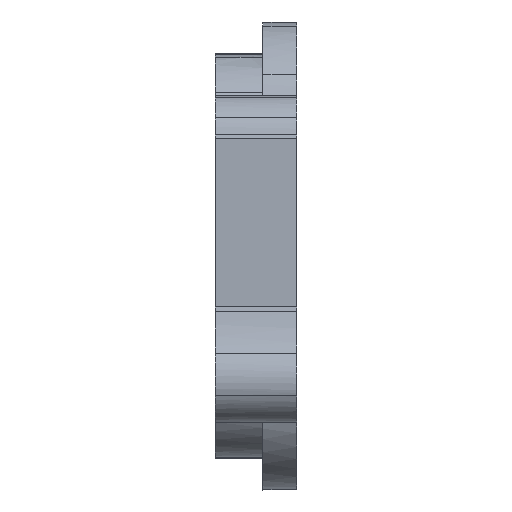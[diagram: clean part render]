
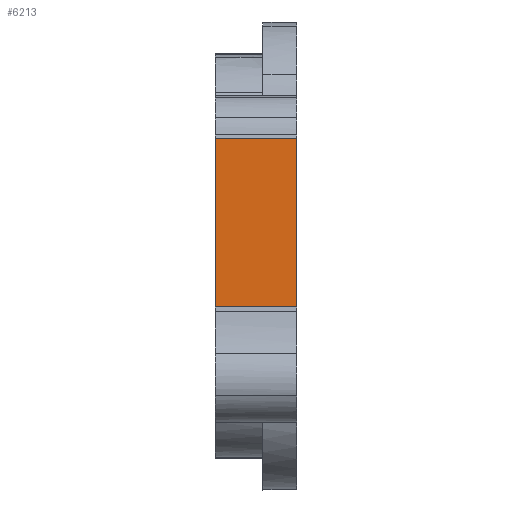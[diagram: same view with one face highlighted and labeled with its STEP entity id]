
A CAD part, left-side view. The second image highlights one B-rep face of the part: STEP entity #6213.
In plain terms, the highlighted planar face has unit normal (-1, 0, 0.002).
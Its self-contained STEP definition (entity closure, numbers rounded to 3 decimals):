
#371=PLANE('',#6520);
#538=FACE_OUTER_BOUND('',#865,.T.);
#865=EDGE_LOOP('',(#4350,#4351,#4352,#4353));
#1274=LINE('',#8320,#1838);
#1275=LINE('',#8323,#1839);
#1276=LINE('',#8325,#1840);
#1277=LINE('',#8326,#1841);
#1838=VECTOR('',#6825,10.);
#1839=VECTOR('',#6828,10.);
#1840=VECTOR('',#6829,10.);
#1841=VECTOR('',#6830,10.);
#2589=VERTEX_POINT('',#8316);
#2590=VERTEX_POINT('',#8318);
#2591=VERTEX_POINT('',#8322);
#2592=VERTEX_POINT('',#8324);
#3304=EDGE_CURVE('',#2589,#2590,#1274,.T.);
#3305=EDGE_CURVE('',#2589,#2591,#1275,.T.);
#3306=EDGE_CURVE('',#2592,#2590,#1276,.T.);
#3307=EDGE_CURVE('',#2591,#2592,#1277,.T.);
#4350=ORIENTED_EDGE('',*,*,#3305,.F.);
#4351=ORIENTED_EDGE('',*,*,#3304,.T.);
#4352=ORIENTED_EDGE('',*,*,#3306,.F.);
#4353=ORIENTED_EDGE('',*,*,#3307,.F.);
#6213=ADVANCED_FACE('',(#538),#371,.T.);
#6520=AXIS2_PLACEMENT_3D('',#8321,#6826,#6827);
#6825=DIRECTION('',(0.,-1.,0.));
#6826=DIRECTION('center_axis',(-1.,0.,0.002));
#6827=DIRECTION('ref_axis',(-0.002,0.,-1.));
#6828=DIRECTION('',(0.002,0.,1.));
#6829=DIRECTION('',(-0.002,0.,-1.));
#6830=DIRECTION('',(0.,-1.,0.));
#8316=CARTESIAN_POINT('',(-44.985,0.,13.8));
#8318=CARTESIAN_POINT('',(-44.985,-12.,13.8));
#8320=CARTESIAN_POINT('',(-44.985,0.,13.8));
#8321=CARTESIAN_POINT('Origin',(-44.928,0.,38.617));
#8322=CARTESIAN_POINT('',(-44.928,0.,38.617));
#8323=CARTESIAN_POINT('',(-44.985,0.,13.8));
#8324=CARTESIAN_POINT('',(-44.928,-12.,38.617));
#8325=CARTESIAN_POINT('',(-44.985,-12.,13.8));
#8326=CARTESIAN_POINT('',(-44.928,0.,38.617));
